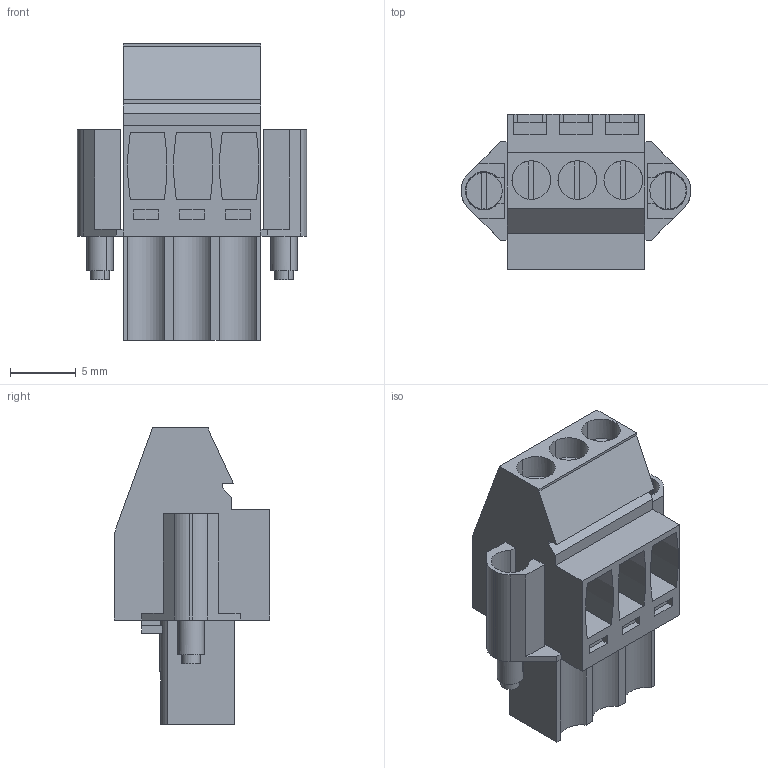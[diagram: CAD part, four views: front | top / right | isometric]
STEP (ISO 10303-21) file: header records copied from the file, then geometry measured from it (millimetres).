
FILE_DESCRIPTION(('CATIA V5 STEP Exchange','CAx-IF Rec.Pracs.--- Model Styling and Organization---1.2---2011-12-15'),'2;1');
FILE_NAME ('D1454128_0_1639940000_1639940000.stp','2017-04-20T09:17:05+00:00',('none'),('Weidmueller'),'CATIA Version 5-6 Release 2014','CATIA V5 STEP AP214','none');
FILE_SCHEMA(('AUTOMOTIVE_DESIGN { 1 0 10303 214 1 1 1 1 }'));
Length unit declared in the file: millimetre
Products named in the file (1): 1639940000
Bounding box: 17.44 x 11.83 x 22.6 mm (x, y, z)
Volume: 1744.7 mm3; surface area: 2121.1 mm2
Topology: 6 solids, 6 shells, 287 faces, 768 edges, 514 vertices
Faces by surface type: plane 219, cylinder 56, extrusion 12
Entity records: 8896 total; most frequent: CARTESIAN_POINT 1913, ORIENTED_EDGE 1536, DIRECTION 1206, EDGE_CURVE 768, VECTOR 606, LINE 594, VERTEX_POINT 514, AXIS2_PLACEMENT_3D 367
